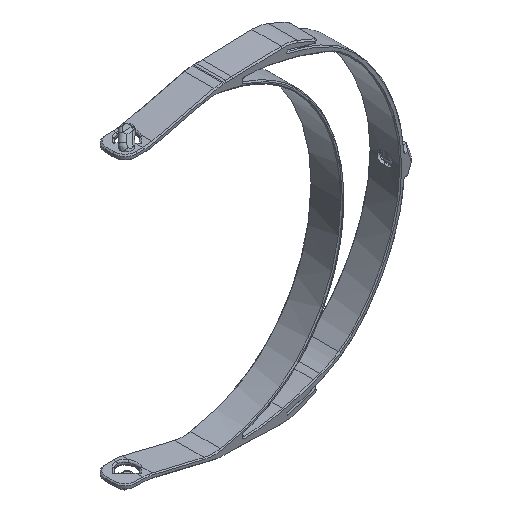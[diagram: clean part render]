
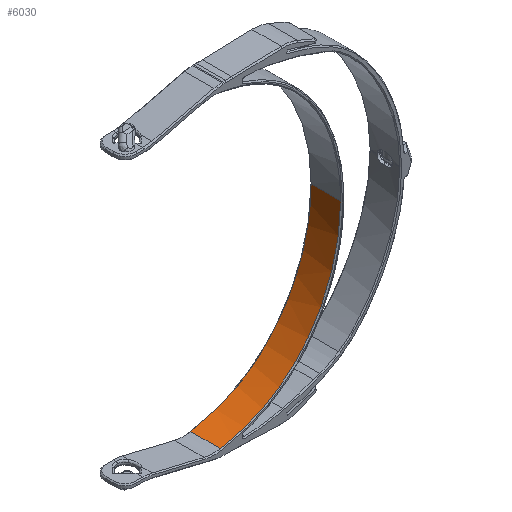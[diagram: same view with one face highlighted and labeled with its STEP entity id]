
A CAD part, isometric view. The second image highlights one B-rep face of the part: STEP entity #6030.
In plain terms, the highlighted free-form (B-spline) face has degree [5, 1] with [23, 2] control points.
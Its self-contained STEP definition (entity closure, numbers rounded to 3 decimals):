
#19=(
BOUNDED_SURFACE()
B_SPLINE_SURFACE(5,1,((#11371,#11372),(#11373,#11374),(#11375,#11376),(#11377,
#11378),(#11379,#11380),(#11381,#11382),(#11383,#11384),(#11385,#11386),
(#11387,#11388),(#11389,#11390),(#11391,#11392),(#11393,#11394),(#11395,
#11396),(#11397,#11398),(#11399,#11400),(#11401,#11402),(#11403,#11404),
(#11405,#11406),(#11407,#11408),(#11409,#11410),(#11411,#11412),(#11413,
#11414),(#11415,#11416)),.UNSPECIFIED.,.F.,.F.,.F.)
B_SPLINE_SURFACE_WITH_KNOTS((6,1,1,1,1,1,1,1,1,1,1,1,1,1,1,1,1,1,6),(2,
2),(0.066,0.1,0.15,0.2,0.25,0.3,0.35,0.4,0.45,0.5,0.55,0.6,
0.65,0.7,0.75,0.8,0.85,0.9,0.934),(0.,1.6),.UNSPECIFIED.)
GEOMETRIC_REPRESENTATION_ITEM()
RATIONAL_B_SPLINE_SURFACE(((1.,1.),(1.,1.),(1.,1.),(1.,1.),(1.,1.),(1.,
1.),(1.,1.),(1.,1.),(1.,1.),(1.,1.),(1.,1.),(1.,1.),(1.,1.),(1.,1.),(1.,
1.),(1.,1.),(1.,1.),(1.,1.),(1.,1.),(1.,1.),(1.,1.),(1.,1.),(1.,1.)))
REPRESENTATION_ITEM('')
SURFACE()
);
#526=B_SPLINE_CURVE_WITH_KNOTS('',3,(#11092,#11093,#11094,#11095,#11096,
#11097,#11098,#11099,#11100,#11101,#11102),.UNSPECIFIED.,.F.,.F.,(4,1,1,
1,1,1,1,1,4),(0.5,0.515,0.53,0.56,
0.621,0.681,0.742,0.802,
0.923),.UNSPECIFIED.);
#529=B_SPLINE_CURVE_WITH_KNOTS('',3,(#11225,#11226,#11227,#11228,#11229,
#11230,#11231,#11232,#11233),.UNSPECIFIED.,.F.,.F.,(4,1,1,1,1,1,4),(-0.923,
-0.802,-0.742,-0.681,-0.621,
-0.56,-0.5),.UNSPECIFIED.);
#533=B_SPLINE_CURVE_WITH_KNOTS('',3,(#11363,#11364,#11365,#11366),
 .UNSPECIFIED.,.F.,.F.,(4,4),(0.05,1.55),.UNSPECIFIED.);
#535=B_SPLINE_CURVE_WITH_KNOTS('',3,(#11417,#11418,#11419,#11420,#11421,
#11422),.UNSPECIFIED.,.F.,.F.,(4,2,4),(-1.55,-0.8,-0.05),
 .UNSPECIFIED.);
#948=FACE_OUTER_BOUND('',#1338,.T.);
#1338=EDGE_LOOP('',(#4454,#4455,#4456,#4457));
#2646=VERTEX_POINT('',#11035);
#2647=VERTEX_POINT('',#11090);
#2660=VERTEX_POINT('',#11182);
#2661=VERTEX_POINT('',#11224);
#3281=EDGE_CURVE('',#2646,#2647,#526,.T.);
#3307=EDGE_CURVE('',#2660,#2661,#529,.T.);
#3328=EDGE_CURVE('',#2660,#2647,#533,.T.);
#3330=EDGE_CURVE('',#2646,#2661,#535,.T.);
#4454=ORIENTED_EDGE('',*,*,#3281,.F.);
#4455=ORIENTED_EDGE('',*,*,#3330,.T.);
#4456=ORIENTED_EDGE('',*,*,#3307,.F.);
#4457=ORIENTED_EDGE('',*,*,#3328,.T.);
#6030=ADVANCED_FACE('',(#948),#19,.F.);
#11035=CARTESIAN_POINT('',(80.,0.5,0.));
#11090=CARTESIAN_POINT('',(18.888,0.5,-78.335));
#11092=CARTESIAN_POINT('Ctrl Pts',(80.,0.5,0.));
#11093=CARTESIAN_POINT('Ctrl Pts',(80.,0.5,-1.441));
#11094=CARTESIAN_POINT('Ctrl Pts',(79.933,0.5,-4.322));
#11095=CARTESIAN_POINT('Ctrl Pts',(79.534,0.5,-10.063));
#11096=CARTESIAN_POINT('Ctrl Pts',(78.145,0.5,-20.005));
#11097=CARTESIAN_POINT('Ctrl Pts',(74.24,0.5,-33.596));
#11098=CARTESIAN_POINT('Ctrl Pts',(66.825,0.5,-48.052));
#11099=CARTESIAN_POINT('Ctrl Pts',(57.15,0.5,-59.964));
#11100=CARTESIAN_POINT('Ctrl Pts',(41.861,0.5,-71.967));
#11101=CARTESIAN_POINT('Ctrl Pts',(28.39,0.5,-76.63));
#11102=CARTESIAN_POINT('Ctrl Pts',(18.888,0.5,-78.335));
#11182=CARTESIAN_POINT('',(18.888,15.5,-78.335));
#11224=CARTESIAN_POINT('',(80.,15.5,0.));
#11225=CARTESIAN_POINT('Ctrl Pts',(18.888,15.5,-78.335));
#11226=CARTESIAN_POINT('Ctrl Pts',(28.39,15.5,-76.63));
#11227=CARTESIAN_POINT('Ctrl Pts',(41.864,15.5,-71.964));
#11228=CARTESIAN_POINT('Ctrl Pts',(57.149,15.5,-59.967));
#11229=CARTESIAN_POINT('Ctrl Pts',(66.826,15.5,-48.05));
#11230=CARTESIAN_POINT('Ctrl Pts',(74.241,15.5,-33.597));
#11231=CARTESIAN_POINT('Ctrl Pts',(78.927,15.5,-17.286));
#11232=CARTESIAN_POINT('Ctrl Pts',(80.,15.5,-5.762));
#11233=CARTESIAN_POINT('Ctrl Pts',(80.,15.5,0.));
#11363=CARTESIAN_POINT('Ctrl Pts',(18.888,15.5,-78.335));
#11364=CARTESIAN_POINT('Ctrl Pts',(18.888,10.5,-78.335));
#11365=CARTESIAN_POINT('Ctrl Pts',(18.888,5.5,-78.335));
#11366=CARTESIAN_POINT('Ctrl Pts',(18.888,0.5,-78.335));
#11371=CARTESIAN_POINT('Ctrl Pts',(16.132,0.,78.789));
#11372=CARTESIAN_POINT('Ctrl Pts',(16.132,16.,78.789));
#11373=CARTESIAN_POINT('Ctrl Pts',(17.767,0.,78.544));
#11374=CARTESIAN_POINT('Ctrl Pts',(17.767,16.,78.544));
#11375=CARTESIAN_POINT('Ctrl Pts',(21.757,0.,77.86));
#11376=CARTESIAN_POINT('Ctrl Pts',(21.757,16.,77.86));
#11377=CARTESIAN_POINT('Ctrl Pts',(27.987,0.,76.447));
#11378=CARTESIAN_POINT('Ctrl Pts',(27.987,16.,76.447));
#11379=CARTESIAN_POINT('Ctrl Pts',(36.234,0.,73.734));
#11380=CARTESIAN_POINT('Ctrl Pts',(36.234,16.,73.734));
#11381=CARTESIAN_POINT('Ctrl Pts',(46.075,0.,68.741));
#11382=CARTESIAN_POINT('Ctrl Pts',(46.075,16.,68.741));
#11383=CARTESIAN_POINT('Ctrl Pts',(55.641,0.,61.427));
#11384=CARTESIAN_POINT('Ctrl Pts',(55.641,16.,61.427));
#11385=CARTESIAN_POINT('Ctrl Pts',(64.032,0.,52.084));
#11386=CARTESIAN_POINT('Ctrl Pts',(64.032,16.,52.084));
#11387=CARTESIAN_POINT('Ctrl Pts',(70.975,0.,40.888));
#11388=CARTESIAN_POINT('Ctrl Pts',(70.975,16.,40.888));
#11389=CARTESIAN_POINT('Ctrl Pts',(76.193,0.,28.165));
#11390=CARTESIAN_POINT('Ctrl Pts',(76.193,16.,28.165));
#11391=CARTESIAN_POINT('Ctrl Pts',(79.445,0.,14.362));
#11392=CARTESIAN_POINT('Ctrl Pts',(79.445,16.,14.362));
#11393=CARTESIAN_POINT('Ctrl Pts',(80.553,0.,0.));
#11394=CARTESIAN_POINT('Ctrl Pts',(80.553,16.,0.));
#11395=CARTESIAN_POINT('Ctrl Pts',(79.445,0.,-14.362));
#11396=CARTESIAN_POINT('Ctrl Pts',(79.445,16.,-14.362));
#11397=CARTESIAN_POINT('Ctrl Pts',(76.193,0.,-28.165));
#11398=CARTESIAN_POINT('Ctrl Pts',(76.193,16.,-28.165));
#11399=CARTESIAN_POINT('Ctrl Pts',(70.975,0.,-40.888));
#11400=CARTESIAN_POINT('Ctrl Pts',(70.975,16.,-40.888));
#11401=CARTESIAN_POINT('Ctrl Pts',(64.032,0.,-52.084));
#11402=CARTESIAN_POINT('Ctrl Pts',(64.032,16.,-52.084));
#11403=CARTESIAN_POINT('Ctrl Pts',(55.641,0.,-61.427));
#11404=CARTESIAN_POINT('Ctrl Pts',(55.641,16.,-61.427));
#11405=CARTESIAN_POINT('Ctrl Pts',(46.075,0.,-68.741));
#11406=CARTESIAN_POINT('Ctrl Pts',(46.075,16.,-68.741));
#11407=CARTESIAN_POINT('Ctrl Pts',(36.234,0.,-73.734));
#11408=CARTESIAN_POINT('Ctrl Pts',(36.234,16.,-73.734));
#11409=CARTESIAN_POINT('Ctrl Pts',(27.988,0.,-76.447));
#11410=CARTESIAN_POINT('Ctrl Pts',(27.988,16.,-76.447));
#11411=CARTESIAN_POINT('Ctrl Pts',(21.757,0.,-77.86));
#11412=CARTESIAN_POINT('Ctrl Pts',(21.757,16.,-77.86));
#11413=CARTESIAN_POINT('Ctrl Pts',(17.767,0.,-78.544));
#11414=CARTESIAN_POINT('Ctrl Pts',(17.767,16.,-78.544));
#11415=CARTESIAN_POINT('Ctrl Pts',(16.132,0.,-78.789));
#11416=CARTESIAN_POINT('Ctrl Pts',(16.132,16.,-78.789));
#11417=CARTESIAN_POINT('Ctrl Pts',(80.,0.5,0.));
#11418=CARTESIAN_POINT('Ctrl Pts',(80.,3.,0.));
#11419=CARTESIAN_POINT('Ctrl Pts',(80.,5.5,0.));
#11420=CARTESIAN_POINT('Ctrl Pts',(80.,10.5,0.));
#11421=CARTESIAN_POINT('Ctrl Pts',(80.,13.,0.));
#11422=CARTESIAN_POINT('Ctrl Pts',(80.,15.5,0.));
